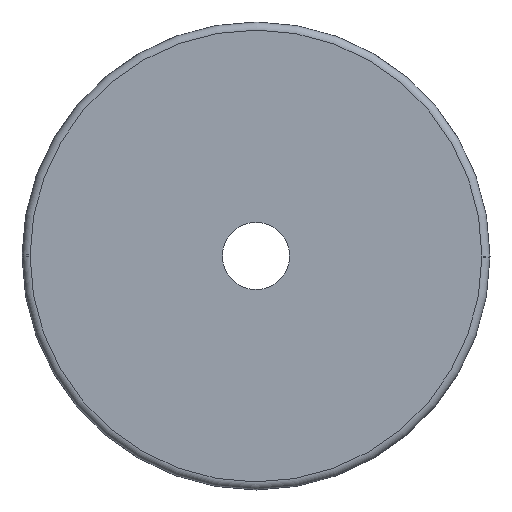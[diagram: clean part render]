
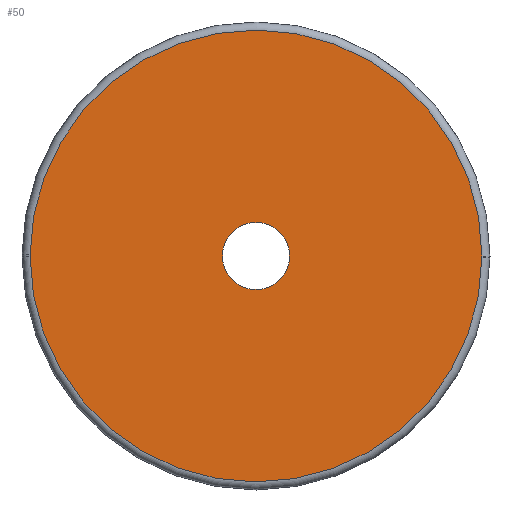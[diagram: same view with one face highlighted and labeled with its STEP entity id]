
A CAD part, front view. The second image highlights one B-rep face of the part: STEP entity #50.
In plain terms, the highlighted planar face has unit normal (0, -1, 0).
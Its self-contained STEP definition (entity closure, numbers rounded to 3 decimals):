
#50=ADVANCED_FACE('',(#71,#72),#73,.F.);
#71=FACE_OUTER_BOUND('',#105,.T.);
#72=FACE_BOUND('',#106,.T.);
#73=PLANE('',#107);
#105=EDGE_LOOP('',(#159,#160,#161,#162));
#106=EDGE_LOOP('',(#163,#164));
#107=AXIS2_PLACEMENT_3D('',#165,#166,#167);
#159=ORIENTED_EDGE('',*,*,#267,.T.);
#160=ORIENTED_EDGE('',*,*,#254,.T.);
#161=ORIENTED_EDGE('',*,*,#268,.T.);
#162=ORIENTED_EDGE('',*,*,#258,.T.);
#163=ORIENTED_EDGE('',*,*,#269,.F.);
#164=ORIENTED_EDGE('',*,*,#270,.F.);
#165=CARTESIAN_POINT('',(0.0,-1.5,0.0));
#166=DIRECTION('',(0.0,1.0,0.0));
#167=DIRECTION('',(1.0,0.0,-0.0));
#254=EDGE_CURVE('',#288,#292,#294,.T.);
#258=EDGE_CURVE('',#296,#300,#302,.T.);
#267=EDGE_CURVE('',#300,#288,#319,.T.);
#268=EDGE_CURVE('',#292,#296,#320,.T.);
#269=EDGE_CURVE('',#321,#322,#323,.T.);
#270=EDGE_CURVE('',#322,#321,#324,.T.);
#288=VERTEX_POINT('',#346);
#292=VERTEX_POINT('',#350);
#294=CIRCLE('',#352,14.482);
#296=VERTEX_POINT('',#354);
#300=VERTEX_POINT('',#358);
#302=CIRCLE('',#360,14.482);
#319=CIRCLE('',#377,14.482);
#320=CIRCLE('',#378,14.482);
#321=VERTEX_POINT('',#379);
#322=VERTEX_POINT('',#380);
#323=CIRCLE('',#381,2.15);
#324=CIRCLE('',#382,2.15);
#346=CARTESIAN_POINT('',(-14.482,-1.5,0.09));
#350=CARTESIAN_POINT('',(-14.482,-1.5,0.0));
#352=AXIS2_PLACEMENT_3D('',#418,#419,#420);
#354=CARTESIAN_POINT('',(14.482,-1.5,-0.09));
#358=CARTESIAN_POINT('',(14.482,-1.5,0.0));
#360=AXIS2_PLACEMENT_3D('',#430,#431,#432);
#377=AXIS2_PLACEMENT_3D('',#457,#458,#459);
#378=AXIS2_PLACEMENT_3D('',#460,#461,#462);
#379=CARTESIAN_POINT('',(-2.15,-1.5,0.0));
#380=CARTESIAN_POINT('',(2.15,-1.5,0.0));
#381=AXIS2_PLACEMENT_3D('',#463,#464,#465);
#382=AXIS2_PLACEMENT_3D('',#466,#467,#468);
#418=CARTESIAN_POINT('',(0.0,-1.5,0.0));
#419=DIRECTION('',(0.0,-1.0,0.0));
#420=DIRECTION('',(1.0,0.0,0.0));
#430=CARTESIAN_POINT('',(0.0,-1.5,0.0));
#431=DIRECTION('',(0.0,-1.0,0.0));
#432=DIRECTION('',(-1.0,0.0,0.0));
#457=CARTESIAN_POINT('',(0.0,-1.5,0.0));
#458=DIRECTION('',(0.0,-1.0,0.0));
#459=DIRECTION('',(1.0,0.0,0.0));
#460=CARTESIAN_POINT('',(0.0,-1.5,0.0));
#461=DIRECTION('',(0.0,-1.0,0.0));
#462=DIRECTION('',(-1.0,0.0,0.0));
#463=CARTESIAN_POINT('',(0.0,-1.5,0.0));
#464=DIRECTION('',(0.0,-1.0,0.0));
#465=DIRECTION('',(-1.0,0.0,0.0));
#466=CARTESIAN_POINT('',(0.0,-1.5,0.0));
#467=DIRECTION('',(0.0,-1.0,0.0));
#468=DIRECTION('',(1.0,0.0,0.0));
